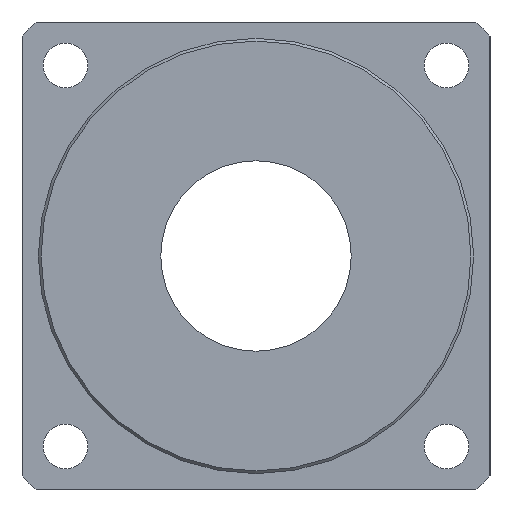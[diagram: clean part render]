
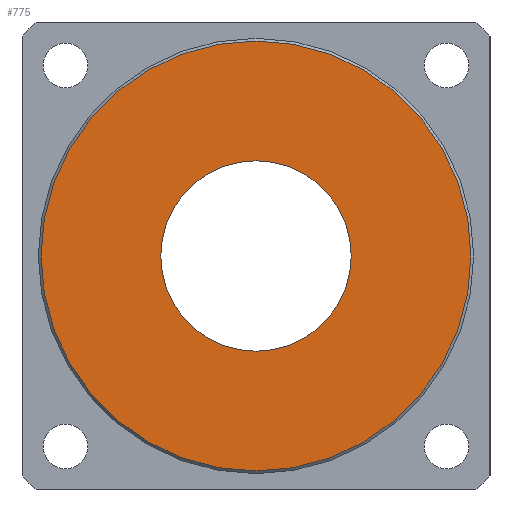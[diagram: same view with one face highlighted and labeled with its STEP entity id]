
A CAD part, left-side view. The second image highlights one B-rep face of the part: STEP entity #775.
In plain terms, the highlighted planar face has unit normal (-1, 0, 0).
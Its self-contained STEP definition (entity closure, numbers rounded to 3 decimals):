
#74=PLANE($,#875);
#138=FACE_BOUND($,#285,.T.);
#139=FACE_BOUND($,#286,.T.);
#285=EDGE_LOOP($,(#633));
#286=EDGE_LOOP($,(#634));
#352=CIRCLE($,#876,17.5);
#353=CIRCLE($,#877,39.5);
#420=VERTEX_POINT($,#1573);
#421=VERTEX_POINT($,#1575);
#496=EDGE_CURVE($,#420,#420,#352,.T.);
#497=EDGE_CURVE($,#421,#421,#353,.T.);
#633=ORIENTED_EDGE($,*,*,#496,.T.);
#634=ORIENTED_EDGE($,*,*,#497,.F.);
#775=ADVANCED_FACE($,(#138,#139),#74,.T.);
#875=AXIS2_PLACEMENT_3D($,#1572,#1080,#1081);
#876=AXIS2_PLACEMENT_3D($,#1574,#1082,#1083);
#877=AXIS2_PLACEMENT_3D($,#1576,#1084,#1085);
#1080=DIRECTION('center_axis',(-1.,0.,0.));
#1081=DIRECTION('ref_axis',(0.,0.,1.));
#1082=DIRECTION('center_axis',(1.,0.,0.));
#1083=DIRECTION('ref_axis',(0.,0.,
-1.));
#1084=DIRECTION('center_axis',(1.,0.,0.));
#1085=DIRECTION('ref_axis',(0.,0.,
1.));
#1572=CARTESIAN_POINT('Origin',(-8.,0.,
0.));
#1573=CARTESIAN_POINT('',(-8.,0.,17.5));
#1574=CARTESIAN_POINT('Origin',(-8.,0.,
0.));
#1575=CARTESIAN_POINT('',(-8.,0.,-39.5));
#1576=CARTESIAN_POINT('Origin',(-8.,0.,
0.));
